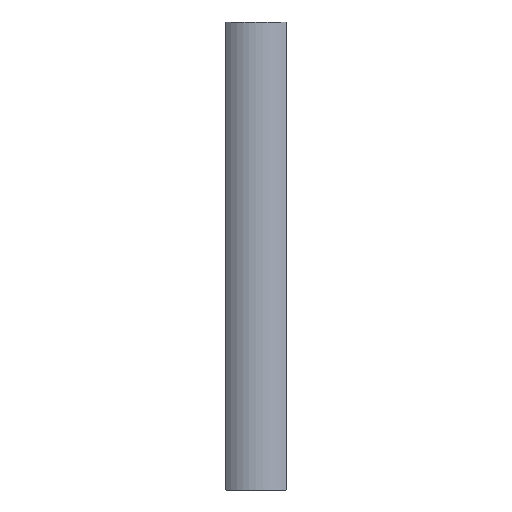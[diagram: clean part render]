
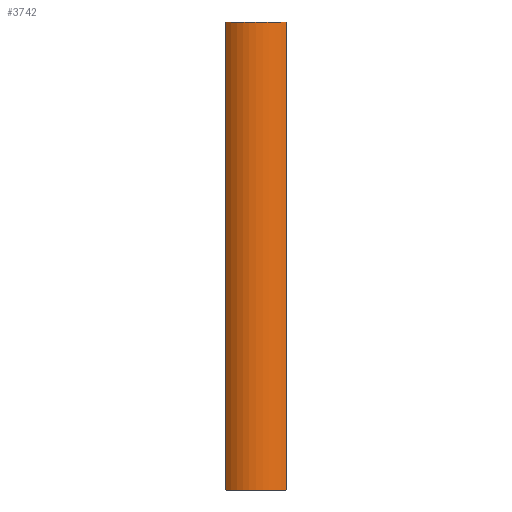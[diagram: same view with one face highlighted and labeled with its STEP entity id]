
A CAD part, front view. The second image highlights one B-rep face of the part: STEP entity #3742.
In plain terms, the highlighted cylindrical face has radius 45 mm (diameter 90 mm), a partial arc.
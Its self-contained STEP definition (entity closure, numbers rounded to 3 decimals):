
#8 = CARTESIAN_POINT ( 'NONE',  ( -32., -31.639, -500. ) ) ;
#82 = CARTESIAN_POINT ( 'NONE',  ( 0., 0., -500. ) ) ;
#175 = VECTOR ( 'NONE', #1252, 1000. ) ;
#329 = CARTESIAN_POINT ( 'NONE',  ( 0., 0., 0. ) ) ;
#342 = CARTESIAN_POINT ( 'NONE',  ( 32., -31.639, 0. ) ) ;
#396 = CIRCLE ( 'NONE', #3035, 45. ) ;
#424 = CARTESIAN_POINT ( 'NONE',  ( -32., -31.639, -500. ) ) ;
#439 = EDGE_CURVE ( 'NONE', #1291, #3927, #3259, .T. ) ;
#558 = ORIENTED_EDGE ( 'NONE', *, *, #3346, .F. ) ;
#577 = CARTESIAN_POINT ( 'NONE',  ( -32.069, -31.569, -499.931 ) ) ;
#713 = VERTEX_POINT ( 'NONE', #8 ) ;
#747 = CARTESIAN_POINT ( 'NONE',  ( 32.069, -31.569, -499.931 ) ) ;
#765 = CARTESIAN_POINT ( 'NONE',  ( -32.069, -31.569, -499.931 ) ) ;
#782 = ORIENTED_EDGE ( 'NONE', *, *, #4108, .T. ) ;
#803 = AXIS2_PLACEMENT_3D ( 'NONE', #1529, #1130, #3315 ) ;
#824 = CARTESIAN_POINT ( 'NONE',  ( -32.069, -31.569, -0.069 ) ) ;
#877 =( BOUNDED_CURVE ( )  B_SPLINE_CURVE ( 3, ( #1053, #1008, #976, #1398 ),
 .UNSPECIFIED., .F., .F. ) 
 B_SPLINE_CURVE_WITH_KNOTS ( ( 4, 4 ),
 ( 2.362, 2.364 ),
 .UNSPECIFIED. ) 
 CURVE ( )  GEOMETRIC_REPRESENTATION_ITEM ( )  RATIONAL_B_SPLINE_CURVE ( ( 1., 1., 1., 1. ) ) 
 REPRESENTATION_ITEM ( '' )  );
#920 = AXIS2_PLACEMENT_3D ( 'NONE', #329, #3167, #3917 ) ;
#976 = CARTESIAN_POINT ( 'NONE',  ( -32.046, -31.592, -0.046 ) ) ;
#1007 = VERTEX_POINT ( 'NONE', #3895 ) ;
#1008 = CARTESIAN_POINT ( 'NONE',  ( -32.023, -31.615, -0.023 ) ) ;
#1053 = CARTESIAN_POINT ( 'NONE',  ( -32., -31.639, 0. ) ) ;
#1078 = EDGE_CURVE ( 'NONE', #1291, #2715, #4360, .T. ) ;
#1120 = ORIENTED_EDGE ( 'NONE', *, *, #439, .F. ) ;
#1130 = DIRECTION ( 'NONE',  ( 0., 0., 1. ) ) ;
#1153 = CARTESIAN_POINT ( 'NONE',  ( 32.023, -31.615, -499.977 ) ) ;
#1202 = VERTEX_POINT ( 'NONE', #577 ) ;
#1252 = DIRECTION ( 'NONE',  ( 0., 0., -1. ) ) ;
#1291 = VERTEX_POINT ( 'NONE', #4114 ) ;
#1398 = CARTESIAN_POINT ( 'NONE',  ( -32.069, -31.569, -0.069 ) ) ;
#1421 = ORIENTED_EDGE ( 'NONE', *, *, #1078, .T. ) ;
#1437 = CARTESIAN_POINT ( 'NONE',  ( 32.069, -31.569, -0.069 ) ) ;
#1475 = DIRECTION ( 'NONE',  ( 0., 0., 1. ) ) ;
#1504 = FACE_OUTER_BOUND ( 'NONE', #3389, .T. ) ;
#1512 = CARTESIAN_POINT ( 'NONE',  ( 32.046, -31.592, -0.046 ) ) ;
#1529 = CARTESIAN_POINT ( 'NONE',  ( 0., 0., -4000. ) ) ;
#1546 = CARTESIAN_POINT ( 'NONE',  ( -32.046, -31.592, -499.954 ) ) ;
#1724 = CARTESIAN_POINT ( 'NONE',  ( 32., -31.639, -500. ) ) ;
#1850 =( BOUNDED_CURVE ( )  B_SPLINE_CURVE ( 3, ( #1437, #1512, #2269, #342 ),
 .UNSPECIFIED., .F., .F. ) 
 B_SPLINE_CURVE_WITH_KNOTS ( ( 4, 4 ),
 ( 3.919, 3.921 ),
 .UNSPECIFIED. ) 
 CURVE ( )  GEOMETRIC_REPRESENTATION_ITEM ( )  RATIONAL_B_SPLINE_CURVE ( ( 1., 1., 1., 1. ) ) 
 REPRESENTATION_ITEM ( '' )  );
#1872 = DIRECTION ( 'NONE',  ( 0., -1., 0. ) ) ;
#2025 = ORIENTED_EDGE ( 'NONE', *, *, #3142, .F. ) ;
#2269 = CARTESIAN_POINT ( 'NONE',  ( 32.023, -31.615, -0.023 ) ) ;
#2289 = VERTEX_POINT ( 'NONE', #4357 ) ;
#2291 = EDGE_CURVE ( 'NONE', #713, #1202, #4411, .T. ) ;
#2554 = ORIENTED_EDGE ( 'NONE', *, *, #2291, .F. ) ;
#2613 = CARTESIAN_POINT ( 'NONE',  ( -32.023, -31.615, -499.977 ) ) ;
#2666 = CARTESIAN_POINT ( 'NONE',  ( 32.069, -31.569, -0.069 ) ) ;
#2695 = EDGE_CURVE ( 'NONE', #2715, #2289, #1850, .T. ) ;
#2715 = VERTEX_POINT ( 'NONE', #2666 ) ;
#2930 = VERTEX_POINT ( 'NONE', #824 ) ;
#2943 = CARTESIAN_POINT ( 'NONE',  ( 32.069, -31.569, -4000. ) ) ;
#2968 = CIRCLE ( 'NONE', #920, 45. ) ;
#3035 = AXIS2_PLACEMENT_3D ( 'NONE', #82, #4048, #1872 ) ;
#3045 = LINE ( 'NONE', #3419, #175 ) ;
#3142 = EDGE_CURVE ( 'NONE', #1007, #2289, #2968, .T. ) ;
#3167 = DIRECTION ( 'NONE',  ( 0., 0., 1. ) ) ;
#3259 =( BOUNDED_CURVE ( )  B_SPLINE_CURVE ( 3, ( #747, #3632, #1153, #3688 ),
 .UNSPECIFIED., .F., .F. ) 
 B_SPLINE_CURVE_WITH_KNOTS ( ( 4, 4 ),
 ( 0.778, 0.78 ),
 .UNSPECIFIED. ) 
 CURVE ( )  GEOMETRIC_REPRESENTATION_ITEM ( )  RATIONAL_B_SPLINE_CURVE ( ( 1., 1., 1., 1. ) ) 
 REPRESENTATION_ITEM ( '' )  );
#3315 = DIRECTION ( 'NONE',  ( 1., 0., 0. ) ) ;
#3346 = EDGE_CURVE ( 'NONE', #3927, #713, #396, .T. ) ;
#3389 = EDGE_LOOP ( 'NONE', ( #1120, #1421, #3587, #2025, #4027, #782, #2554, #558 ) ) ;
#3419 = CARTESIAN_POINT ( 'NONE',  ( -32.069, -31.569, -4000. ) ) ;
#3587 = ORIENTED_EDGE ( 'NONE', *, *, #2695, .T. ) ;
#3632 = CARTESIAN_POINT ( 'NONE',  ( 32.046, -31.592, -499.954 ) ) ;
#3688 = CARTESIAN_POINT ( 'NONE',  ( 32., -31.639, -500. ) ) ;
#3712 = CYLINDRICAL_SURFACE ( 'NONE', #803, 45. ) ;
#3742 = ADVANCED_FACE ( 'NONE', ( #1504 ), #3712, .T. ) ;
#3892 = EDGE_CURVE ( 'NONE', #1007, #2930, #877, .T. ) ;
#3895 = CARTESIAN_POINT ( 'NONE',  ( -32., -31.639, 0. ) ) ;
#3917 = DIRECTION ( 'NONE',  ( 1., 0., 0. ) ) ;
#3927 = VERTEX_POINT ( 'NONE', #1724 ) ;
#4027 = ORIENTED_EDGE ( 'NONE', *, *, #3892, .T. ) ;
#4048 = DIRECTION ( 'NONE',  ( 0., 0., -1. ) ) ;
#4108 = EDGE_CURVE ( 'NONE', #2930, #1202, #3045, .T. ) ;
#4114 = CARTESIAN_POINT ( 'NONE',  ( 32.069, -31.569, -499.931 ) ) ;
#4185 = VECTOR ( 'NONE', #1475, 1000. ) ;
#4357 = CARTESIAN_POINT ( 'NONE',  ( 32., -31.639, 0. ) ) ;
#4360 = LINE ( 'NONE', #2943, #4185 ) ;
#4411 =( BOUNDED_CURVE ( )  B_SPLINE_CURVE ( 3, ( #424, #2613, #1546, #765 ),
 .UNSPECIFIED., .F., .F. ) 
 B_SPLINE_CURVE_WITH_KNOTS ( ( 4, 4 ),
 ( 5.503, 5.506 ),
 .UNSPECIFIED. ) 
 CURVE ( )  GEOMETRIC_REPRESENTATION_ITEM ( )  RATIONAL_B_SPLINE_CURVE ( ( 1., 1., 1., 1. ) ) 
 REPRESENTATION_ITEM ( '' )  );
